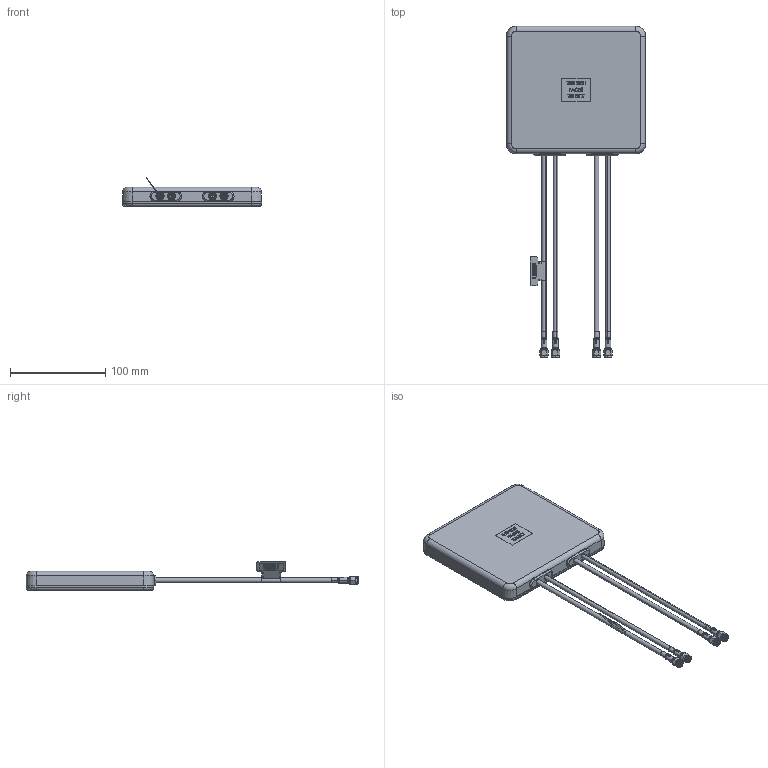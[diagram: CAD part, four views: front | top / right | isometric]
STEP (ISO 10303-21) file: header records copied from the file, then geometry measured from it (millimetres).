
FILE_DESCRIPTION (( 'STEP AP214' ), '1' );
FILE_NAME ('MA963.A.BIVW.002_Web.STEP', '2024-04-09T02:33:16', ( '' ), ( '' ), 'SwSTEP 2.0', 'SolidWorks 2022', '' );
FILE_SCHEMA (( 'AUTOMOTIVE_DESIGN' ));
Length unit declared in the file: millimetre
Products named in the file (13): Empty Labe; 零件3^MA963.A.BIVW.002; 001317J010000A (LTE-4)_Red_CFD200; 001317C020000A (for Assy)_Red_CFD200; 000115D030000A; 001317J000000A (LTE-3)_Red_CFD200; Top-noip; MA963; Cable.1_1; 001317C030000A (for Assy)_Red_CFD200; MA963.A.BIVW.002_Web; STD SMA(M)ST.Au_default; Barcode Label_1
Assembly tree (19 placements, depth 2):
  MA963.A.BIVW.002_Web
    Empty Labe
    Barcode Label_1
    Cable.1_1  x4
    Top-noip
    000115D030000A
    零件3^MA963.A.BIVW.002
    MA963  x2
    STD SMA(M)ST.Au_default  x4
    001317C020000A (for Assy)_Red_CFD200
    001317C030000A (for Assy)_Red_CFD200
    001317J000000A (LTE-3)_Red_CFD200
    001317J010000A (LTE-4)_Red_CFD200
Bounding box: 146.05 x 347.74 x 30 mm (x, y, z)
Volume: 368973.3 mm3; surface area: 117578 mm2
Topology: 39 solids, 39 shells, 1407 faces, 3468 edges, 2226 vertices
Faces by surface type: plane 759, cylinder 287, cone 136, bspline 121, torus 104
Entity records: 48193 total; most frequent: CARTESIAN_POINT 14412, ORIENTED_EDGE 5760, DIRECTION 5156, EDGE_CURVE 2880, VECTOR 1874, LINE 1874, VERTEX_POINT 1861, AXIS2_PLACEMENT_3D 1641
